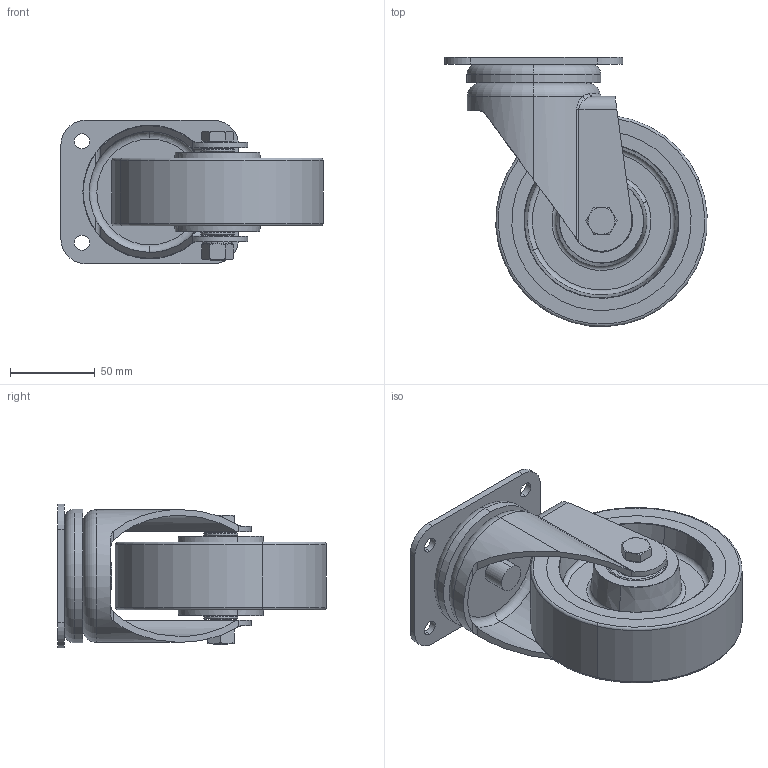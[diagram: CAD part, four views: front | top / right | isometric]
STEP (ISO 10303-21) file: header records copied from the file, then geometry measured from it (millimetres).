
FILE_DESCRIPTION (( 'STEP AP214' ), '1' );
FILE_NAME ('0012033_L-HO-PUZG-125-K-3-B40.STEP', '2016-11-30T11:14:56', ( '' ), ( '' ), 'SwSTEP 2.0', 'SolidWorks 2016', '' );
FILE_SCHEMA (( 'AUTOMOTIVE_DESIGN' ));
Length unit declared in the file: millimetre
Products named in the file (1): 0012033_L-HO-PUZG-125-K-3-B40
Bounding box: 154.89 x 158.89 x 85 mm (x, y, z)
Volume: 510614.3 mm3; surface area: 164287.5 mm2
Topology: 17 solids, 17 shells, 378 faces, 895 edges, 528 vertices
Faces by surface type: plane 113, cylinder 106, torus 63, cone 60, bspline 36
Entity records: 16008 total; most frequent: CARTESIAN_POINT 3116, DIRECTION 1836, ORIENTED_EDGE 1726, EDGE_CURVE 863, AXIS2_PLACEMENT_3D 760, VERTEX_POINT 528, EDGE_LOOP 429, CIRCLE 417
